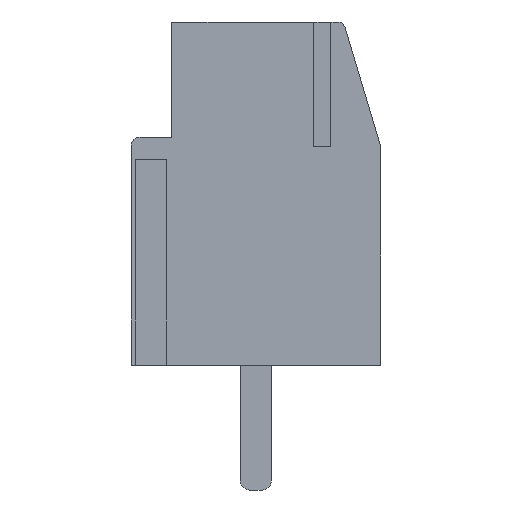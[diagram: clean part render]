
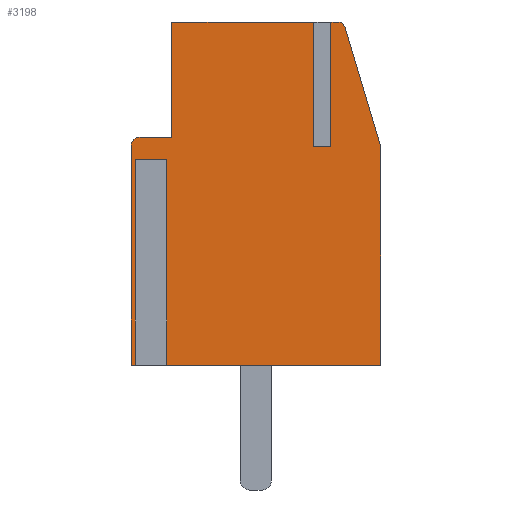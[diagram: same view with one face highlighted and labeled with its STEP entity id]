
A CAD part, left-side view. The second image highlights one B-rep face of the part: STEP entity #3198.
In plain terms, the highlighted planar face has unit normal (-1, 0, 0).
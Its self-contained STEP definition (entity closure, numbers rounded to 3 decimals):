
#108=CIRCLE('',#3904,0.25);
#109=CIRCLE('',#3905,0.25);
#330=ORIENTED_EDGE('',*,*,#1229,.T.);
#331=ORIENTED_EDGE('',*,*,#1232,.T.);
#332=ORIENTED_EDGE('',*,*,#1230,.T.);
#333=ORIENTED_EDGE('',*,*,#1154,.T.);
#334=ORIENTED_EDGE('',*,*,#1233,.F.);
#335=ORIENTED_EDGE('',*,*,#1234,.F.);
#336=ORIENTED_EDGE('',*,*,#1235,.T.);
#337=ORIENTED_EDGE('',*,*,#1150,.T.);
#338=ORIENTED_EDGE('',*,*,#1184,.T.);
#339=ORIENTED_EDGE('',*,*,#1223,.T.);
#340=ORIENTED_EDGE('',*,*,#1236,.T.);
#341=ORIENTED_EDGE('',*,*,#1114,.T.);
#342=ORIENTED_EDGE('',*,*,#1237,.F.);
#343=ORIENTED_EDGE('',*,*,#1238,.F.);
#344=ORIENTED_EDGE('',*,*,#1239,.T.);
#345=ORIENTED_EDGE('',*,*,#1169,.T.);
#346=ORIENTED_EDGE('',*,*,#1226,.T.);
#1114=EDGE_CURVE('',#1579,#1580,#1886,.T.);
#1150=EDGE_CURVE('',#1614,#1613,#1920,.T.);
#1154=EDGE_CURVE('',#1618,#1617,#1924,.T.);
#1169=EDGE_CURVE('',#1631,#1630,#1938,.T.);
#1184=EDGE_CURVE('',#1613,#1643,#1951,.T.);
#1223=EDGE_CURVE('',#1643,#1670,#1989,.T.);
#1226=EDGE_CURVE('',#1630,#1671,#1992,.T.);
#1229=EDGE_CURVE('',#1671,#1672,#1995,.T.);
#1230=EDGE_CURVE('',#1673,#1618,#1996,.T.);
#1232=EDGE_CURVE('',#1672,#1673,#108,.T.);
#1233=EDGE_CURVE('',#1674,#1617,#1998,.T.);
#1234=EDGE_CURVE('',#1675,#1674,#1999,.T.);
#1235=EDGE_CURVE('',#1675,#1614,#2000,.T.);
#1236=EDGE_CURVE('',#1670,#1579,#109,.T.);
#1237=EDGE_CURVE('',#1676,#1580,#2001,.T.);
#1238=EDGE_CURVE('',#1677,#1676,#2002,.T.);
#1239=EDGE_CURVE('',#1677,#1631,#2003,.T.);
#1579=VERTEX_POINT('',#5067);
#1580=VERTEX_POINT('',#5068);
#1613=VERTEX_POINT('',#5138);
#1614=VERTEX_POINT('',#5140);
#1617=VERTEX_POINT('',#5146);
#1618=VERTEX_POINT('',#5148);
#1630=VERTEX_POINT('',#5176);
#1631=VERTEX_POINT('',#5178);
#1643=VERTEX_POINT('',#5206);
#1670=VERTEX_POINT('',#5279);
#1671=VERTEX_POINT('',#5285);
#1672=VERTEX_POINT('',#5289);
#1673=VERTEX_POINT('',#5293);
#1674=VERTEX_POINT('',#5298);
#1675=VERTEX_POINT('',#5300);
#1676=VERTEX_POINT('',#5304);
#1677=VERTEX_POINT('',#5306);
#1886=LINE('',#5066,#2264);
#1920=LINE('',#5139,#2298);
#1924=LINE('',#5147,#2302);
#1938=LINE('',#5177,#2316);
#1951=LINE('',#5207,#2329);
#1989=LINE('',#5280,#2367);
#1992=LINE('',#5284,#2370);
#1995=LINE('',#5290,#2373);
#1996=LINE('',#5292,#2374);
#1998=LINE('',#5297,#2376);
#1999=LINE('',#5299,#2377);
#2000=LINE('',#5301,#2378);
#2001=LINE('',#5303,#2379);
#2002=LINE('',#5305,#2380);
#2003=LINE('',#5307,#2381);
#2264=VECTOR('',#4152,1000.);
#2298=VECTOR('',#4194,1000.);
#2302=VECTOR('',#4198,1000.);
#2316=VECTOR('',#4218,1000.);
#2329=VECTOR('',#4239,1000.);
#2367=VECTOR('',#4293,1000.);
#2370=VECTOR('',#4298,1000.);
#2373=VECTOR('',#4303,1000.);
#2374=VECTOR('',#4306,1000.);
#2376=VECTOR('',#4312,1000.);
#2377=VECTOR('',#4313,1000.);
#2378=VECTOR('',#4314,1000.);
#2379=VECTOR('',#4317,1000.);
#2380=VECTOR('',#4318,1000.);
#2381=VECTOR('',#4319,1000.);
#2663=EDGE_LOOP('',(#330,#331,#332,#333,#334,#335,#336,#337,#338,#339,#340,
#341,#342,#343,#344,#345,#346));
#2865=FACE_BOUND('',#2663,.T.);
#3063=PLANE('',#3903);
#3198=ADVANCED_FACE('',(#2865),#3063,.T.);
#3903=AXIS2_PLACEMENT_3D('',#5295,#4308,#4309);
#3904=AXIS2_PLACEMENT_3D('',#5296,#4310,#4311);
#3905=AXIS2_PLACEMENT_3D('',#5302,#4315,#4316);
#4152=DIRECTION('',(0.,1.,0.));
#4194=DIRECTION('',(0.,-1.,0.));
#4198=DIRECTION('',(0.,-1.,0.));
#4218=DIRECTION('',(0.,1.,0.));
#4239=DIRECTION('',(0.,0.,1.));
#4293=DIRECTION('',(0.,0.287,0.958));
#4298=DIRECTION('',(0.,0.,-1.));
#4303=DIRECTION('',(0.,1.,0.));
#4306=DIRECTION('',(0.,0.,-1.));
#4308=DIRECTION('',(-1.,0.,0.));
#4309=DIRECTION('',(0.,0.,1.));
#4310=DIRECTION('',(-1.,0.,0.));
#4311=DIRECTION('',(0.,0.,1.));
#4312=DIRECTION('',(0.,0.,-1.));
#4313=DIRECTION('',(0.,1.,0.));
#4314=DIRECTION('',(0.,0.,-1.));
#4315=DIRECTION('',(-1.,0.,0.));
#4316=DIRECTION('',(0.,0.,1.));
#4317=DIRECTION('',(0.,0.,1.));
#4318=DIRECTION('',(0.,-1.,0.));
#4319=DIRECTION('',(0.,0.,1.));
#5066=CARTESIAN_POINT('',(-5.,-2.8,7.35));
#5067=CARTESIAN_POINT('',(-5.,-2.614,7.35));
#5068=CARTESIAN_POINT('',(-5.,-2.4,7.35));
#5138=CARTESIAN_POINT('',(-5.,-4.,-3.65));
#5139=CARTESIAN_POINT('',(-5.,4.,-3.65));
#5140=CARTESIAN_POINT('',(-5.,3.09,-3.65));
#5146=CARTESIAN_POINT('',(-5.,3.64,-3.65));
#5147=CARTESIAN_POINT('',(-5.,4.,-3.65));
#5148=CARTESIAN_POINT('',(-5.,4.,-3.65));
#5176=CARTESIAN_POINT('',(-5.,2.7,7.35));
#5177=CARTESIAN_POINT('',(-5.,-2.8,7.35));
#5178=CARTESIAN_POINT('',(-5.,-1.85,7.35));
#5206=CARTESIAN_POINT('',(-5.,-4.,3.35));
#5207=CARTESIAN_POINT('',(-5.,-4.,-3.65));
#5279=CARTESIAN_POINT('',(-5.,-2.853,7.172));
#5280=CARTESIAN_POINT('',(-5.,-4.,3.35));
#5284=CARTESIAN_POINT('',(-5.,2.7,7.35));
#5285=CARTESIAN_POINT('',(-5.,2.7,3.65));
#5289=CARTESIAN_POINT('',(-5.,3.75,3.65));
#5290=CARTESIAN_POINT('',(-5.,2.7,3.65));
#5292=CARTESIAN_POINT('',(-5.,4.,3.65));
#5293=CARTESIAN_POINT('',(-5.,4.,3.4));
#5295=CARTESIAN_POINT('',(-5.,0.,0.));
#5296=CARTESIAN_POINT('',(-5.,3.75,3.4));
#5297=CARTESIAN_POINT('',(-5.,3.64,2.95));
#5298=CARTESIAN_POINT('',(-5.,3.64,2.95));
#5299=CARTESIAN_POINT('',(-5.,3.09,2.95));
#5300=CARTESIAN_POINT('',(-5.,3.09,2.95));
#5301=CARTESIAN_POINT('',(-5.,3.09,2.95));
#5302=CARTESIAN_POINT('',(-5.,-2.614,7.1));
#5303=CARTESIAN_POINT('',(-5.,-2.4,3.35));
#5304=CARTESIAN_POINT('',(-5.,-2.4,3.35));
#5305=CARTESIAN_POINT('',(-5.,-1.85,3.35));
#5306=CARTESIAN_POINT('',(-5.,-1.85,3.35));
#5307=CARTESIAN_POINT('',(-5.,-1.85,3.35));
